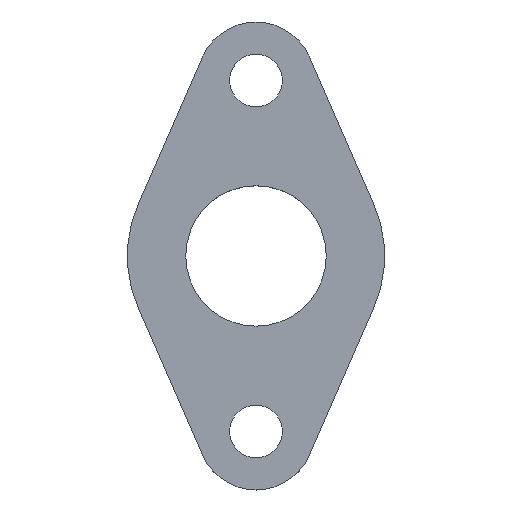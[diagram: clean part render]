
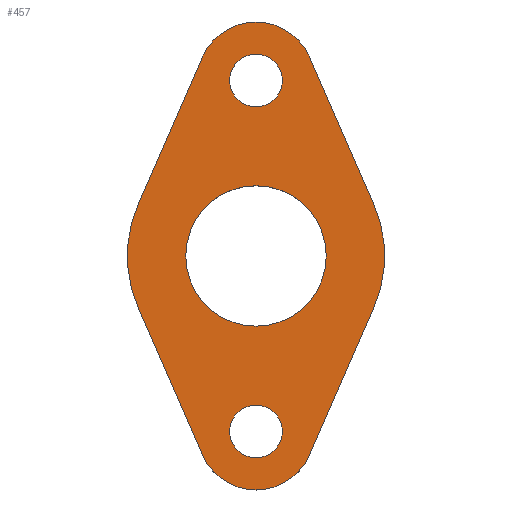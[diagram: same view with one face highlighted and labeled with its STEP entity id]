
A CAD part, top view. The second image highlights one B-rep face of the part: STEP entity #457.
In plain terms, the highlighted planar face has unit normal (0, 0, 1).
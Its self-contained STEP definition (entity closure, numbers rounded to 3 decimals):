
#84=CARTESIAN_POINT('',(6.,0.,1.5));
#85=VERTEX_POINT('',#84);
#86=CARTESIAN_POINT('',(0.0,0.0,1.5));
#87=DIRECTION('',(0.0,0.0,-1.0));
#88=DIRECTION('',(-1.0,0.0,0.0));
#89=AXIS2_PLACEMENT_3D('',#86,#87,#88);
#90=CIRCLE('',#89,6.);
#91=EDGE_CURVE('',#85,#85,#90,.T.);
#112=CARTESIAN_POINT('',(2.25,-15.0,1.5));
#113=VERTEX_POINT('',#112);
#114=CARTESIAN_POINT('',(0.0,-15.0,1.5));
#115=DIRECTION('',(0.0,0.0,-1.0));
#116=DIRECTION('',(-1.0,0.0,0.0));
#117=AXIS2_PLACEMENT_3D('',#114,#115,#116);
#118=CIRCLE('',#117,2.25);
#119=EDGE_CURVE('',#113,#113,#118,.T.);
#140=CARTESIAN_POINT('',(2.25,15.0,1.5));
#141=VERTEX_POINT('',#140);
#142=CARTESIAN_POINT('',(0.0,15.0,1.5));
#143=DIRECTION('',(0.0,0.0,-1.0));
#144=DIRECTION('',(-1.0,0.0,0.0));
#145=AXIS2_PLACEMENT_3D('',#142,#143,#144);
#146=CIRCLE('',#145,2.25);
#147=EDGE_CURVE('',#141,#141,#146,.T.);
#242=CARTESIAN_POINT('',(-4.583,17.0,1.5));
#243=VERTEX_POINT('',#242);
#244=CARTESIAN_POINT('',(4.583,17.0,1.5));
#245=VERTEX_POINT('',#244);
#246=CARTESIAN_POINT('',(0.0,15.0,1.5));
#247=DIRECTION('',(0.0,0.0,-1.0));
#248=DIRECTION('',(-0.917,-0.4,0.0));
#249=AXIS2_PLACEMENT_3D('',#246,#247,#248);
#250=CIRCLE('',#249,5.);
#251=EDGE_CURVE('',#243,#245,#250,.T.);
#274=CARTESIAN_POINT('',(10.082,4.4,1.5));
#275=VERTEX_POINT('',#274);
#276=CARTESIAN_POINT('',(4.583,17.0,1.5));
#277=DIRECTION('',(0.4,-0.917,0.0));
#278=VECTOR('',#277,13.748);
#279=LINE('',#276,#278);
#280=EDGE_CURVE('',#245,#275,#279,.T.);
#298=CARTESIAN_POINT('',(10.082,-4.4,1.5));
#299=VERTEX_POINT('',#298);
#300=CARTESIAN_POINT('',(0.0,0.0,1.5));
#301=DIRECTION('',(0.0,0.0,-1.0));
#302=DIRECTION('',(-0.917,0.4,0.0));
#303=AXIS2_PLACEMENT_3D('',#300,#301,#302);
#304=CIRCLE('',#303,11.0);
#305=EDGE_CURVE('',#275,#299,#304,.T.);
#323=CARTESIAN_POINT('',(4.583,-17.0,1.5));
#324=VERTEX_POINT('',#323);
#325=CARTESIAN_POINT('',(10.082,-4.4,1.5));
#326=DIRECTION('',(-0.4,-0.917,0.0));
#327=VECTOR('',#326,13.748);
#328=LINE('',#325,#327);
#329=EDGE_CURVE('',#299,#324,#328,.T.);
#347=CARTESIAN_POINT('',(-4.583,-17.0,1.5));
#348=VERTEX_POINT('',#347);
#349=CARTESIAN_POINT('',(0.0,-15.0,1.5));
#350=DIRECTION('',(0.0,0.0,-1.0));
#351=DIRECTION('',(0.917,0.4,0.0));
#352=AXIS2_PLACEMENT_3D('',#349,#350,#351);
#353=CIRCLE('',#352,5.);
#354=EDGE_CURVE('',#324,#348,#353,.T.);
#372=CARTESIAN_POINT('',(-10.082,-4.4,1.5));
#373=VERTEX_POINT('',#372);
#374=CARTESIAN_POINT('',(-4.583,-17.0,1.5));
#375=DIRECTION('',(-0.4,0.917,0.0));
#376=VECTOR('',#375,13.748);
#377=LINE('',#374,#376);
#378=EDGE_CURVE('',#348,#373,#377,.T.);
#396=CARTESIAN_POINT('',(-10.082,4.4,1.5));
#397=VERTEX_POINT('',#396);
#398=CARTESIAN_POINT('',(0.0,0.0,1.5));
#399=DIRECTION('',(0.0,0.0,-1.0));
#400=DIRECTION('',(0.917,-0.4,0.0));
#401=AXIS2_PLACEMENT_3D('',#398,#399,#400);
#402=CIRCLE('',#401,11.0);
#403=EDGE_CURVE('',#373,#397,#402,.T.);
#421=CARTESIAN_POINT('',(-10.082,4.4,1.5));
#422=DIRECTION('',(0.4,0.917,0.0));
#423=VECTOR('',#422,13.748);
#424=LINE('',#421,#423);
#425=EDGE_CURVE('',#397,#243,#424,.T.);
#433=CARTESIAN_POINT('',(0.,0.,1.5));
#434=DIRECTION('',(0.0,0.0,1.0));
#435=DIRECTION('',(1.0,0.0,0.0));
#436=AXIS2_PLACEMENT_3D('',#433,#434,#435);
#437=PLANE('',#436);
#438=ORIENTED_EDGE('',*,*,#251,.F.);
#439=ORIENTED_EDGE('',*,*,#425,.F.);
#440=ORIENTED_EDGE('',*,*,#403,.F.);
#441=ORIENTED_EDGE('',*,*,#378,.F.);
#442=ORIENTED_EDGE('',*,*,#354,.F.);
#443=ORIENTED_EDGE('',*,*,#329,.F.);
#444=ORIENTED_EDGE('',*,*,#305,.F.);
#445=ORIENTED_EDGE('',*,*,#280,.F.);
#446=EDGE_LOOP('',(#438,#439,#440,#441,#442,#443,#444,#445));
#447=FACE_OUTER_BOUND('',#446,.T.);
#448=ORIENTED_EDGE('',*,*,#91,.T.);
#449=EDGE_LOOP('',(#448));
#450=FACE_BOUND('',#449,.T.);
#451=ORIENTED_EDGE('',*,*,#119,.T.);
#452=EDGE_LOOP('',(#451));
#453=FACE_BOUND('',#452,.T.);
#454=ORIENTED_EDGE('',*,*,#147,.T.);
#455=EDGE_LOOP('',(#454));
#456=FACE_BOUND('',#455,.T.);
#457=ADVANCED_FACE('',(#447,#450,#453,#456),#437,.T.);
